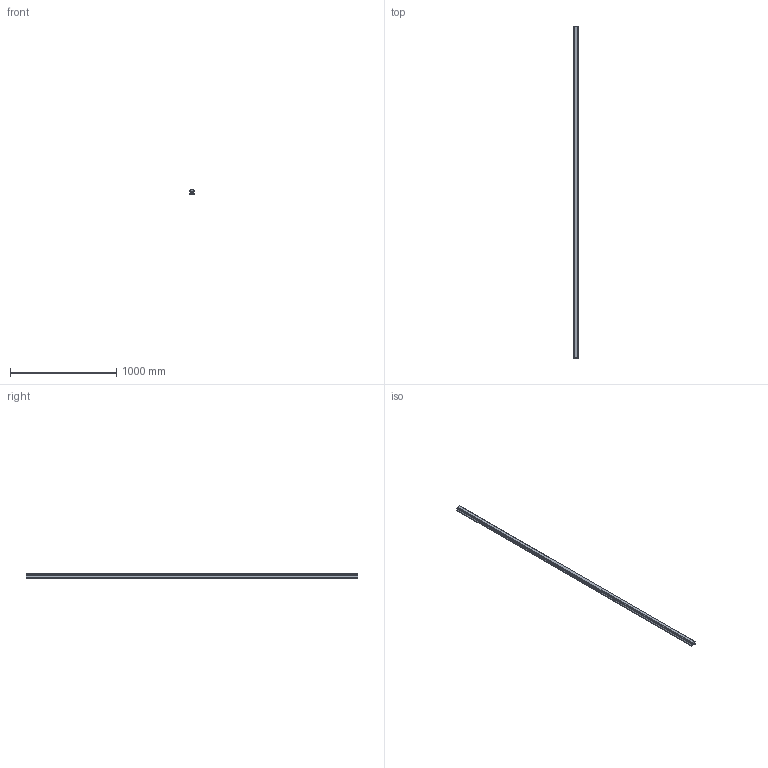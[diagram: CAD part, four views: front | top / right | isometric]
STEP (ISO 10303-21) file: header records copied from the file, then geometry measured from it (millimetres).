
FILE_DESCRIPTION(('STEP AP214'),'1');
FILE_NAME('cctmp_395BFB94-7D86-454C-90CF-4FC6F17605DC_2021_02_01_11_46_03_0259..stp','2021-02-01T10:46:03',('HIWIN GmbH'),('CADClick - www.CADClick.com'),'Spatial InterOp 3D',' ','unknown authorization');
FILE_SCHEMA(('AUTOMOTIVE_DESIGN'));
Length unit declared in the file: millimetre
Products named in the file (1): HGR45T3125C_FILE
Bounding box: 45 x 3125 x 38 mm (x, y, z)
Volume: 4375873.8 mm3; surface area: 566055.5 mm2
Topology: 1 solids, 1 shells, 217 faces, 573 edges, 332 vertices
Faces by surface type: plane 93, cylinder 64, cone 60
Entity records: 7955 total; most frequent: DIRECTION 1077, CARTESIAN_POINT 1063, ORIENTED_EDGE 1026, EDGE_CURVE 513, LINE 385, VECTOR 385, AXIS2_PLACEMENT_3D 346, VERTEX_POINT 332
